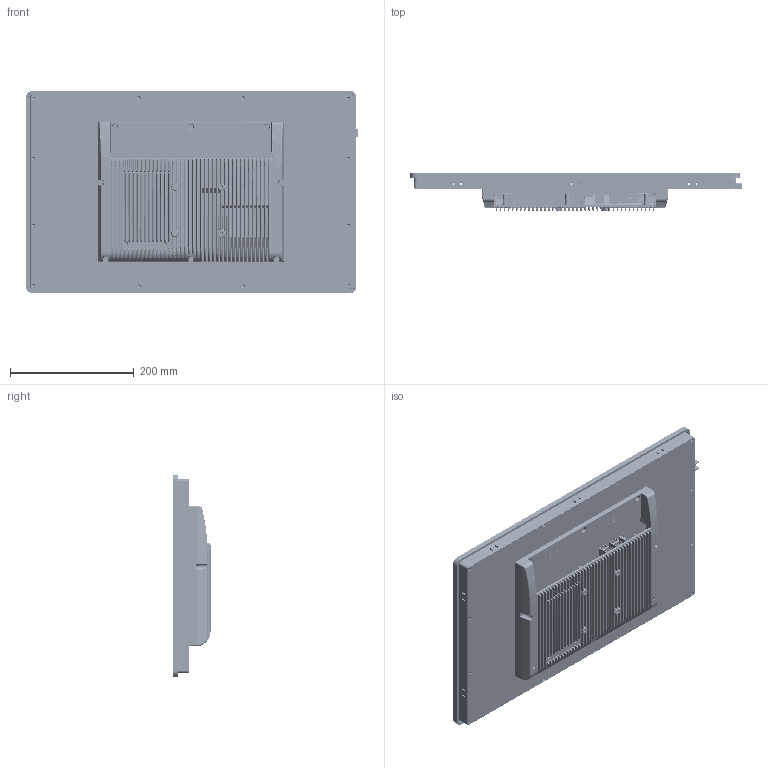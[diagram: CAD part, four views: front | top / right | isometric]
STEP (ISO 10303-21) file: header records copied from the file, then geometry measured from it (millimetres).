
FILE_DESCRIPTION (( 'STEP AP214' ), '1' );
FILE_NAME ('IFC-521WR.STEP', '2025-03-07T09:04:21', ( '' ), ( '' ), 'SwSTEP 2.0', 'SolidWorks 2024', '' );
FILE_SCHEMA (( 'AUTOMOTIVE_DESIGN' ));
Length unit declared in the file: millimetre
Products named in the file (1): IFC-521WR
Bounding box: 536.33 x 61.9 x 327.12 mm (x, y, z)
Surface area: 1722474.4 mm2 (no closed solid volume)
Topology: 0 solids, 40 shells, 6317 faces, 16320 edges, 10154 vertices
Faces by surface type: cylinder 2552, plane 1721, bspline 1634, cone 410
Entity records: 299419 total; most frequent: CARTESIAN_POINT 167218, ORIENTED_EDGE 32484, DIRECTION 19755, EDGE_CURVE 16272, VERTEX_POINT 10154, B_SPLINE_CURVE_WITH_KNOTS 7402, AXIS2_PLACEMENT_3D 7150, EDGE_LOOP 6938
